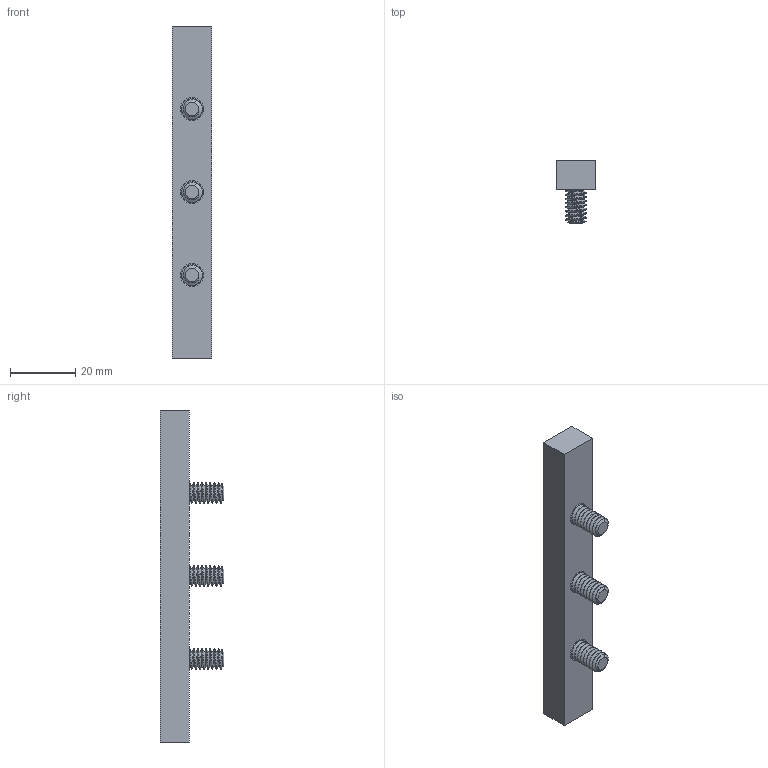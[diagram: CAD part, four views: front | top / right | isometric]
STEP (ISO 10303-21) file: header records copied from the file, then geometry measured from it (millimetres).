
FILE_DESCRIPTION (( 'STEP AP214' ), '1' );
FILE_NAME ('33140.STEP', '2017-12-01T19:03:22', ( 'Mike W' ), ( '' ), 'SwSTEP 2.0', 'SolidWorks 2017', '' );
FILE_SCHEMA (( 'AUTOMOTIVE_DESIGN' ));
Length unit declared in the file: inch
Products named in the file (3): 33140; 142012 SHCS_142012 SHCS; 331401_331401
Assembly tree (4 placements, depth 2):
  33140
    331401_331401
    142012 SHCS_142012 SHCS  x3
Bounding box: 12.19 x 19.43 x 101.6 mm (x, y, z)
Volume: 11093.1 mm3; surface area: 7269.6 mm2
Topology: 4 solids, 4 shells, 231 faces, 588 edges, 374 vertices
Faces by surface type: cylinder 141, cone 45, plane 39, bspline 6
Entity records: 4068 total; most frequent: CARTESIAN_POINT 1899, ORIENTED_EDGE 472, DIRECTION 392, EDGE_CURVE 236, AXIS2_PLACEMENT_3D 151, VERTEX_POINT 150, EDGE_LOOP 106, ADVANCED_FACE 95
